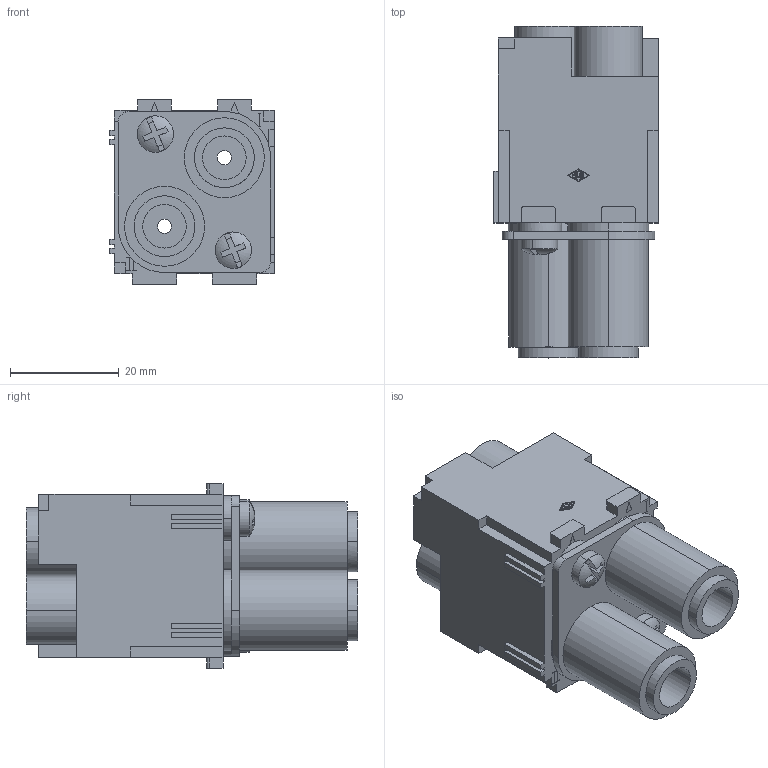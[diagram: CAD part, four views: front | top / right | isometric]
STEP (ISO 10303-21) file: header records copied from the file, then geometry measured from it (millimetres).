
FILE_DESCRIPTION(('Creo Elements/Direct Modeling STEP Export'),'2;1');
FILE_NAME('GR_CX_02_HM.stp','2011-10-05T 9:28:29',(''),(''),'Creo Elements/Direct Modeling STEP processor for AP214 (Solid Model)','Creo Elements/Direct Modeling 17.0C 05-Feb-2011 (C) Parametric Technology GmbH','');
FILE_SCHEMA(('AUTOMOTIVE_DESIGN { 1 0 10303 214 1 1 1 1 }'));
Length unit declared in the file: millimetre
Products named in the file (2): CX_02_BM; GR_CX_02_HM
Assembly tree (1 placements, depth 2):
  GR_CX_02_HM
    CX_02_BM
Bounding box: 30.3 x 61 x 34 mm (x, y, z)
Volume: 29679.5 mm3; surface area: 13897.7 mm2
Topology: 1 solids, 2 shells, 322 faces, 869 edges, 581 vertices
Faces by surface type: plane 244, cylinder 61, extrusion 9, torus 4, cone 4
Entity records: 12138 total; most frequent: CARTESIAN_POINT 2582, ORIENTED_EDGE 1738, DIRECTION 1478, EDGE_CURVE 869, VECTOR 674, LINE 665, VERTEX_POINT 581, AXIS2_PLACEMENT_3D 402
